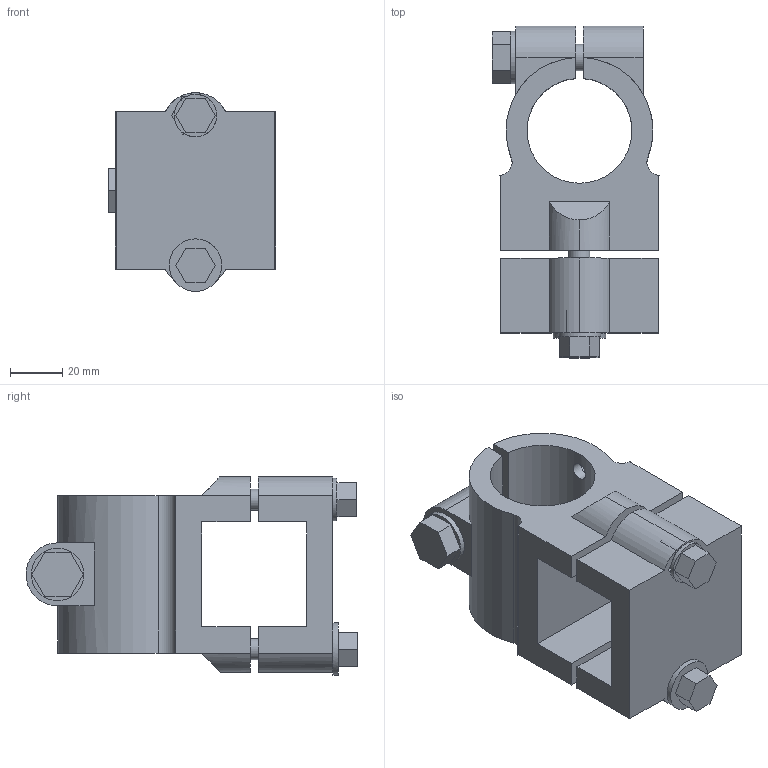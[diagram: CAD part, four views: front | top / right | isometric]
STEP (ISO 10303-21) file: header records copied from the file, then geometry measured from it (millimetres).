
FILE_DESCRIPTION( ( 'STEP AP214' ), '1' );
FILE_NAME( 'K0497.4040.stp', '2020-12-08T10:36:21', ( '' ), ( '' ), ' ', 'PARTsolutions', ' ' );
FILE_SCHEMA( ( 'AUTOMOTIVE_DESIGN { 1 0 10303 214 1 1 1 1 }' ) );
Length unit declared in the file: millimetre
Products named in the file (1): _K0497.4040
Bounding box: 63.84 x 126.5 x 75.75 mm (x, y, z)
Volume: 195036.5 mm3; surface area: 55076.5 mm2
Topology: 1 solids, 4 shells, 139 faces, 357 edges, 234 vertices
Faces by surface type: plane 103, cylinder 31, cone 5
Full cylindrical faces by diameter (mm): 6.6 x2, 6.647 x2, 8 x2, 8.376 x1, 9 x2, 10 x2, 11 x2, 16.2 x1, 20 x2
Entity records: 5480 total; most frequent: CARTESIAN_POINT 988, DIRECTION 684, ORIENTED_EDGE 662, EDGE_CURVE 331, LINE 250, VECTOR 250, VERTEX_POINT 229, AXIS2_PLACEMENT_3D 217
